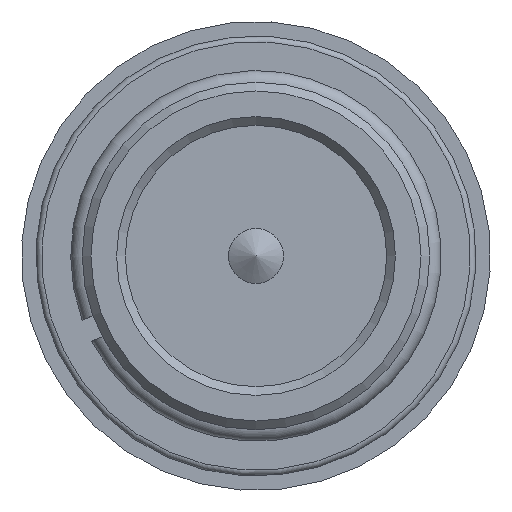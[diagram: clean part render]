
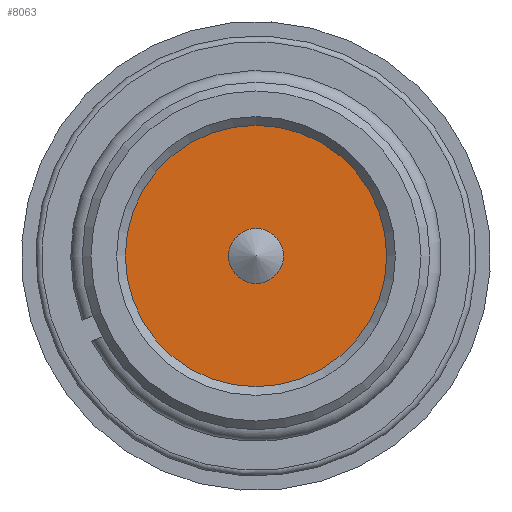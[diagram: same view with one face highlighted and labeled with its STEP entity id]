
A CAD part, left-side view. The second image highlights one B-rep face of the part: STEP entity #8063.
In plain terms, the highlighted planar face has unit normal (-1, 0, 0).
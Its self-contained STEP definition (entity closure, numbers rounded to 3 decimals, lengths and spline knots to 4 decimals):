
#285=PLANE('',#8621);
#461=FACE_BOUND('',#1148,.T.);
#560=CIRCLE('',#8622,4.515);
#561=CIRCLE('',#8623,0.95);
#665=FACE_OUTER_BOUND('',#1147,.T.);
#1147=EDGE_LOOP('',(#5444));
#1148=EDGE_LOOP('',(#5445));
#3417=VERTEX_POINT('',#17261);
#3418=VERTEX_POINT('',#17263);
#4224=EDGE_CURVE('',#3417,#3417,#560,.T.);
#4225=EDGE_CURVE('',#3418,#3418,#561,.T.);
#5444=ORIENTED_EDGE('',*,*,#4224,.F.);
#5445=ORIENTED_EDGE('',*,*,#4225,.F.);
#8063=ADVANCED_FACE('',(#665,#461),#285,.T.);
#8621=AXIS2_PLACEMENT_3D('',#17260,#9172,#9173);
#8622=AXIS2_PLACEMENT_3D('',#17262,#9174,#9175);
#8623=AXIS2_PLACEMENT_3D('',#17264,#9176,#9177);
#9172=DIRECTION('center_axis',(-1.,0.,0.));
#9173=DIRECTION('ref_axis',(0.,0.,1.));
#9174=DIRECTION('center_axis',(1.,0.,0.));
#9175=DIRECTION('ref_axis',(0.,0.,-1.));
#9176=DIRECTION('center_axis',(-1.,0.,0.));
#9177=DIRECTION('ref_axis',(0.,1.,0.));
#17260=CARTESIAN_POINT('Origin',(4.5,0.,
0.));
#17261=CARTESIAN_POINT('',(4.5,0.,4.515));
#17262=CARTESIAN_POINT('Origin',(4.5,0.,0.));
#17263=CARTESIAN_POINT('',(4.5,-0.95,0.));
#17264=CARTESIAN_POINT('Origin',(4.5,0.,
0.));
